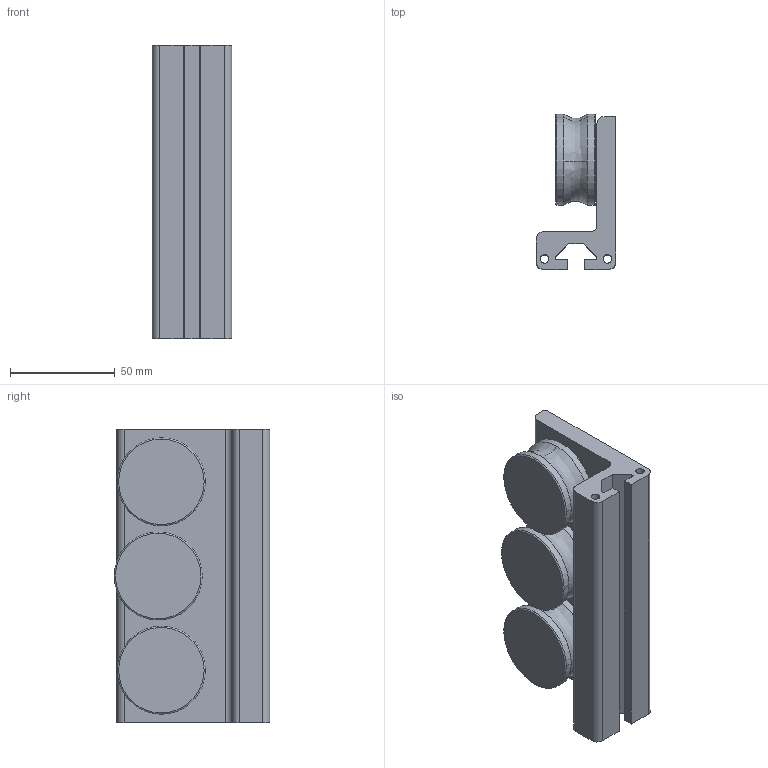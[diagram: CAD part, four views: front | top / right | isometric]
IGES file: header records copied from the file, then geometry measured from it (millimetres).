
Global section: file name: No Iges File Name specified; native system: AutoDesk Inventor R11.0; preprocessor: AutoDesk Inventor Iges Exporter R11.0; author: No Author specified; organization: No Organization specified; date: 20070910.120528; units: millimetre
Bounding box: 38 x 74.25 x 140 mm (x, y, z)
Volume: 211862.5 mm3; surface area: 56918.3 mm2
Topology: 4 solids, 4 shells, 64 faces, 174 edges, 118 vertices
Faces by surface type: plane 24, cylinder 17, torus 12, bspline 10, revolution 1
